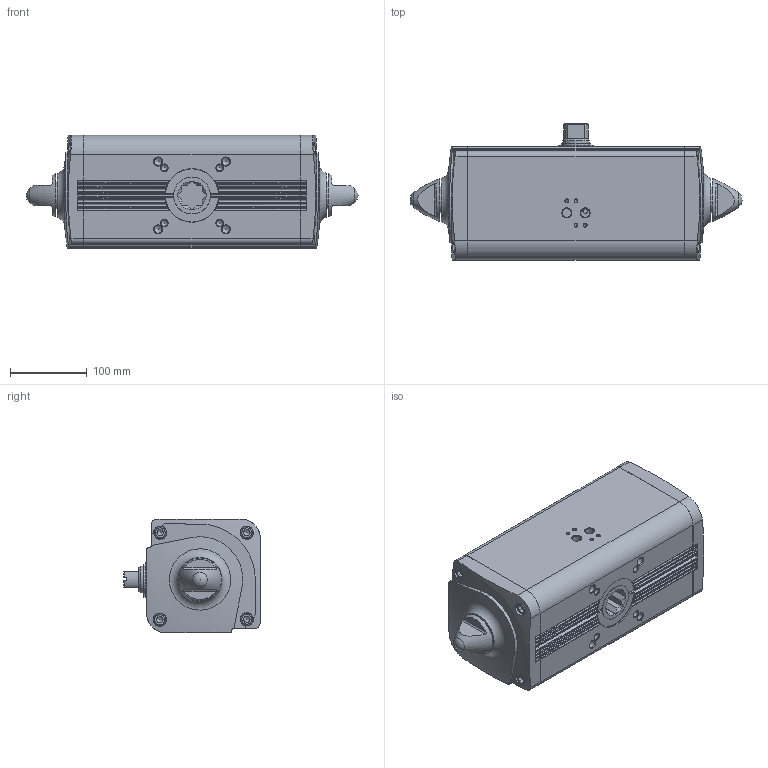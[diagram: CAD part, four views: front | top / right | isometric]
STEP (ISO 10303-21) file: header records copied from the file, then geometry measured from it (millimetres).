
FILE_DESCRIPTION(/* description */ ('Unknown'),/* implementation_level */ '2;1');
FILE_NAME(/* name */ 'DA14',/* time_stamp */ '2022-08-11T13:02:38+02:00',/* author */ ('Unknown'),/* organization */ ('Unknown'),/* preprocessor_version */ 'ST-DEVELOPER v16.7',/* originating_system */ 'Solid Edge',/* authorisation */ 'Unknown');
FILE_SCHEMA (('AUTOMOTIVE_DESIGN {1 0 10303 214 3 1 1}'));
Length unit declared in the file: millimetre
Products named in the file (2): DA_720; _DAN0720411S_new
Assembly tree (1 placements, depth 2):
  DA_720
    _DAN0720411S_new
Bounding box: 433 x 178 x 148 mm (x, y, z)
Volume: 7003519.2 mm3; surface area: 314578.4 mm2
Topology: 1 solids, 1 shells, 532 faces, 1398 edges, 896 vertices
Faces by surface type: plane 260, cylinder 169, cone 72, torus 29, sphere 2
Full cylindrical faces by diameter (mm): 2.5 x2, 4.134 x8, 4.917 x1, 6 x1, 8.376 x4, 10.106 x4, 11.445 x2, 16 x8, 35 x2, 45 x1, 48 x2, 116.43 x2
Entity records: 19481 total; most frequent: CARTESIAN_POINT 3283, DIRECTION 2594, ORIENTED_EDGE 2438, EDGE_CURVE 1219, AXIS2_PLACEMENT_3D 983, VERTEX_POINT 864, FACE_BOUND 711, EDGE_LOOP 686
